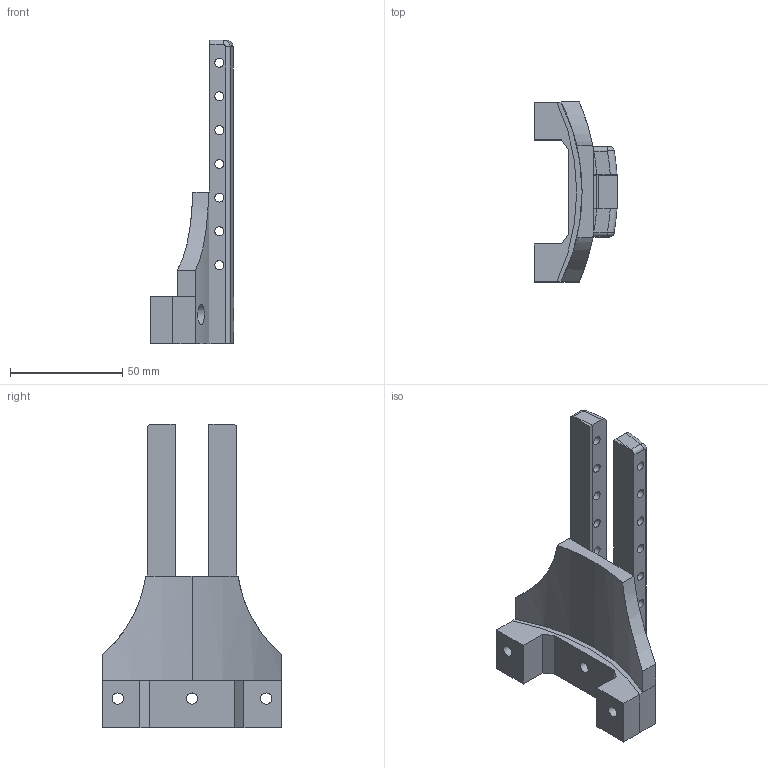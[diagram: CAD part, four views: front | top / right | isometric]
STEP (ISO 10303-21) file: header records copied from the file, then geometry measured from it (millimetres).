
FILE_DESCRIPTION(('FreeCAD Model'),'2;1');
FILE_NAME('Retrait-V6-Bas.step','2020-10-11T15:22:18',('Author'),(''), 'Open CASCADE STEP processor 7.3','FreeCAD','Unknown');
FILE_SCHEMA(('AUTOMOTIVE_DESIGN { 1 0 10303 214 1 1 1 1 }'));
Length unit declared in the file: millimetre
Products named in the file (1): Retrait-V6-bas
Bounding box: 37.05 x 80 x 135 mm (x, y, z)
Volume: 77344 mm3; surface area: 25509.9 mm2
Topology: 1 solids, 1 shells, 81 faces, 215 edges, 140 vertices
Faces by surface type: plane 45, cylinder 31, bspline 3, torus 2
Full cylindrical faces by diameter (mm): 3.943 x2, 3.948 x4, 4 x4, 4.031 x2, 4.046 x2, 5 x3, 9 x3
Entity records: 6972 total; most frequent: CARTESIAN_POINT 2676, DIRECTION 777, LINE 453, VECTOR 453, ORIENTED_EDGE 430, PCURVE 430, DEFINITIONAL_REPRESENTATION 430, EDGE_CURVE 215
